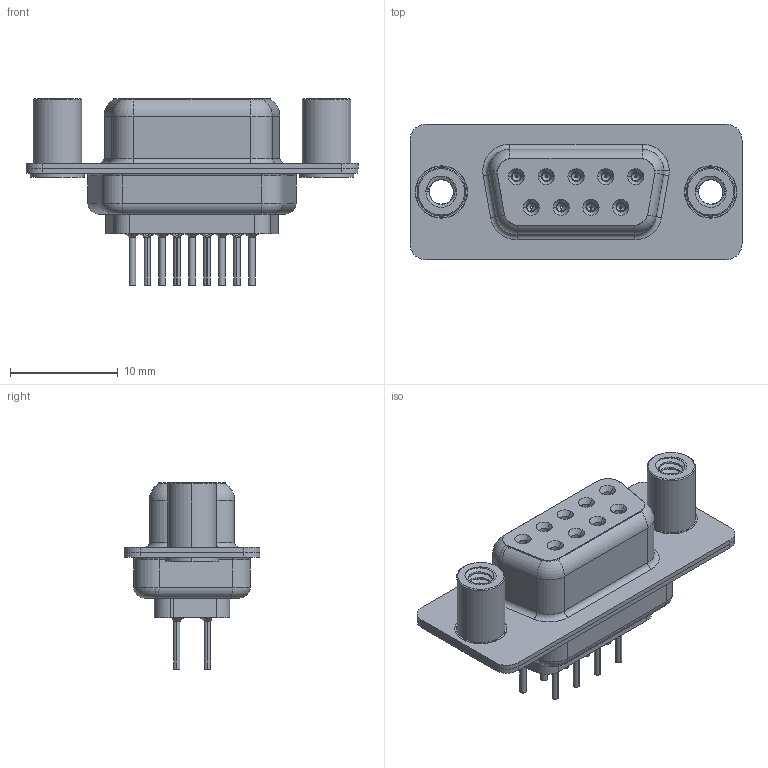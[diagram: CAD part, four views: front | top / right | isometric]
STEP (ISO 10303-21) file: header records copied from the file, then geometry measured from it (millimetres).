
FILE_DESCRIPTION (( 'STEP AP203' ), '1' );
FILE_NAME ('628-009-220-048.STEP', '2020-07-13T18:15:14', ( '' ), ( '' ), 'SwSTEP 2.0', 'SolidWorks 2020', '' );
FILE_SCHEMA (( 'CONFIG_CONTROL_DESIGN' ));
Length unit declared in the file: millimetre
Products named in the file (7): 628 Contact Row 1_20L; 628 Shell Rear_09 Contacts; 628-009-220-048; 628 Contact Row 2_20L; 628 4-40 Threaded Standoff; 628 Housing_09 LP; 628 Shell Front_09 Contacts
Assembly tree (14 placements, depth 2):
  628-009-220-048
    628 Housing_09 LP
    628 Shell Front_09 Contacts
    628 Shell Rear_09 Contacts
    628 Contact Row 1_20L  x5
    628 Contact Row 2_20L  x4
    628 4-40 Threaded Standoff  x2
Bounding box: 30.8 x 12.6 x 17.3 mm (x, y, z)
Volume: 1822.5 mm3; surface area: 4707.5 mm2
Topology: 14 solids, 14 shells, 1456 faces, 3695 edges, 2298 vertices
Faces by surface type: cylinder 462, plane 348, torus 297, bspline 186, cone 163
Entity records: 22421 total; most frequent: CARTESIAN_POINT 7375, DIRECTION 3001, ORIENTED_EDGE 2970, EDGE_CURVE 1485, AXIS2_PLACEMENT_3D 1239, VERTEX_POINT 930, EDGE_LOOP 673, CIRCLE 661
